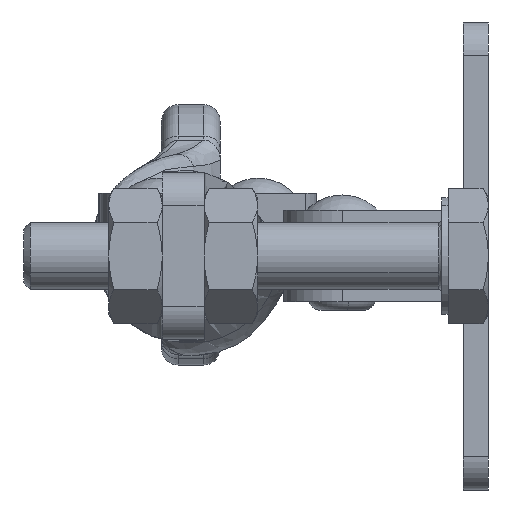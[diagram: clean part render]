
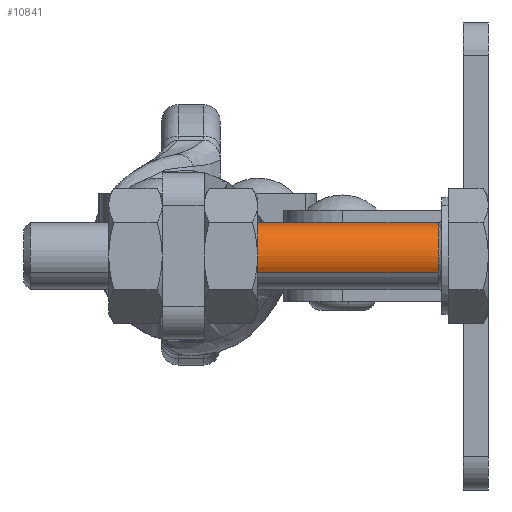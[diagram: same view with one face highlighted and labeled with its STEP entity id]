
A CAD part, left-side view. The second image highlights one B-rep face of the part: STEP entity #10841.
In plain terms, the highlighted cylindrical face has radius 2 mm (diameter 4 mm), a partial arc.
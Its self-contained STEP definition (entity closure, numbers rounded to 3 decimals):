
#1359 = CYLINDRICAL_SURFACE ( 'NONE', #11321, 2. ) ;
#1476 = DIRECTION ( 'NONE',  ( 0., 1., 0. ) ) ;
#1487 = EDGE_CURVE ( 'NONE', #1886, #11731, #6200, .T. ) ;
#1772 = AXIS2_PLACEMENT_3D ( 'NONE', #4399, #10746, #5316 ) ;
#1886 = VERTEX_POINT ( 'NONE', #11211 ) ;
#2027 = CARTESIAN_POINT ( 'NONE',  ( -40.268, 3., -0.25 ) ) ;
#2182 = ORIENTED_EDGE ( 'NONE', *, *, #6602, .F. ) ;
#2310 = CARTESIAN_POINT ( 'NONE',  ( -43.732, 3., -2.25 ) ) ;
#2686 = DIRECTION ( 'NONE',  ( 0., -1., 0. ) ) ;
#2940 = ORIENTED_EDGE ( 'NONE', *, *, #1487, .F. ) ;
#3058 = VERTEX_POINT ( 'NONE', #2027 ) ;
#3441 = AXIS2_PLACEMENT_3D ( 'NONE', #6879, #1476, #7791 ) ;
#3577 = VERTEX_POINT ( 'NONE', #3607 ) ;
#3592 = CARTESIAN_POINT ( 'NONE',  ( -42., 27.41, -1.25 ) ) ;
#3607 = CARTESIAN_POINT ( 'NONE',  ( -43.732, 13.81, -2.25 ) ) ;
#3672 = DIRECTION ( 'NONE',  ( 0., -1., 0. ) ) ;
#3755 = EDGE_CURVE ( 'NONE', #3577, #11731, #3848, .T. ) ;
#3848 = LINE ( 'NONE', #5567, #10505 ) ;
#4044 = FACE_OUTER_BOUND ( 'NONE', #7530, .T. ) ;
#4399 = CARTESIAN_POINT ( 'NONE',  ( -42., 3., -1.25 ) ) ;
#4754 = CIRCLE ( 'NONE', #3441, 2. ) ;
#5006 = ORIENTED_EDGE ( 'NONE', *, *, #7468, .F. ) ;
#5110 = DIRECTION ( 'NONE',  ( 0., 1., 0. ) ) ;
#5316 = DIRECTION ( 'NONE',  ( -0.5, 0., 0.866 ) ) ;
#5567 = CARTESIAN_POINT ( 'NONE',  ( -43.732, 27.41, -2.25 ) ) ;
#5838 = CARTESIAN_POINT ( 'NONE',  ( -40.268, 13.81, -0.25 ) ) ;
#6200 = CIRCLE ( 'NONE', #1772, 2. ) ;
#6602 = EDGE_CURVE ( 'NONE', #3577, #7443, #4754, .T. ) ;
#6645 = VECTOR ( 'NONE', #8603, 1000. ) ;
#6879 = CARTESIAN_POINT ( 'NONE',  ( -42., 13.81, -1.25 ) ) ;
#6934 = LINE ( 'NONE', #7683, #6645 ) ;
#7443 = VERTEX_POINT ( 'NONE', #5838 ) ;
#7468 = EDGE_CURVE ( 'NONE', #7443, #3058, #6934, .T. ) ;
#7530 = EDGE_LOOP ( 'NONE', ( #2182, #8385, #2940, #10690, #5006 ) ) ;
#7683 = CARTESIAN_POINT ( 'NONE',  ( -40.268, 27.41, -0.25 ) ) ;
#7791 = DIRECTION ( 'NONE',  ( -1., 0., 0. ) ) ;
#8177 = AXIS2_PLACEMENT_3D ( 'NONE', #10542, #5110, #11460 ) ;
#8385 = ORIENTED_EDGE ( 'NONE', *, *, #3755, .T. ) ;
#8603 = DIRECTION ( 'NONE',  ( 0., -1., 0. ) ) ;
#9752 = EDGE_CURVE ( 'NONE', #1886, #3058, #10733, .T. ) ;
#9933 = DIRECTION ( 'NONE',  ( 0.866, 0., 0.5 ) ) ;
#10505 = VECTOR ( 'NONE', #3672, 1000. ) ;
#10542 = CARTESIAN_POINT ( 'NONE',  ( -42., 3., -1.25 ) ) ;
#10690 = ORIENTED_EDGE ( 'NONE', *, *, #9752, .T. ) ;
#10733 = CIRCLE ( 'NONE', #8177, 2. ) ;
#10746 = DIRECTION ( 'NONE',  ( 0., -1., 0. ) ) ;
#10841 = ADVANCED_FACE ( 'NONE', ( #4044 ), #1359, .T. ) ;
#11211 = CARTESIAN_POINT ( 'NONE',  ( -43., 3., 0.482 ) ) ;
#11321 = AXIS2_PLACEMENT_3D ( 'NONE', #3592, #2686, #9933 ) ;
#11460 = DIRECTION ( 'NONE',  ( -0.866, 0., -0.5 ) ) ;
#11731 = VERTEX_POINT ( 'NONE', #2310 ) ;
